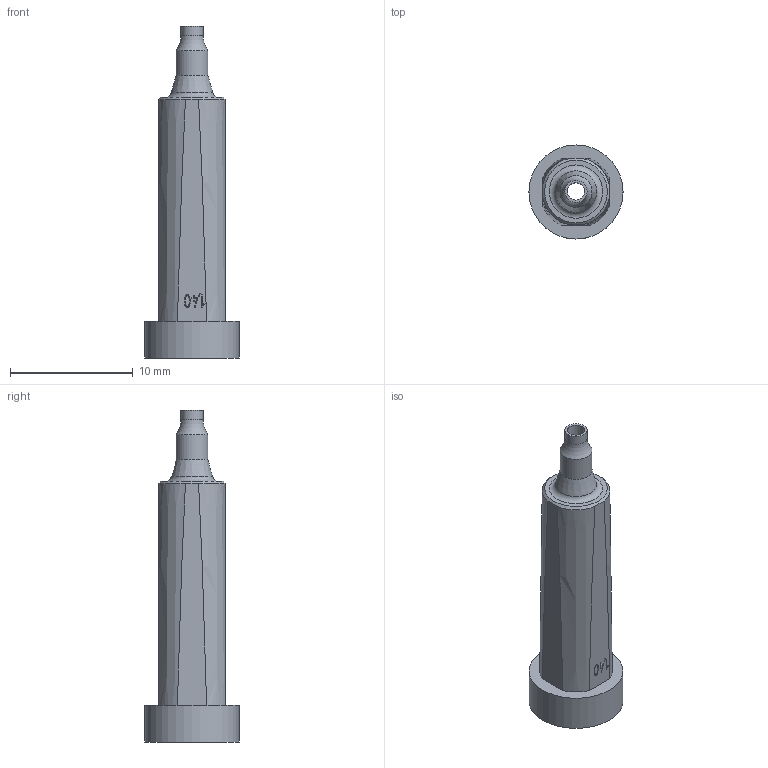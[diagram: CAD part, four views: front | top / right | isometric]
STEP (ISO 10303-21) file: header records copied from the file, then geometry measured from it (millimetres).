
FILE_DESCRIPTION(/* description */ ('Unknown','CAx-IF Rec.Pracs.---Representation and Presentation of Product Manufacturing Information (PMI)---4.0---2014-10-13','CAx-IF Rec.Pracs.---3D Tessellated Geometry---0.4---2014-09-14','2;1'),/* implementation_level */ '2;1');
FILE_NAME(/* name */ '504140_Dosiernadel_konisch_Alu',/* time_stamp */ '2021-03-30T13:35:51+02:00',/* author */ ('Unknown'),/* organization */ ('Unknown'),/* preprocessor_version */ 'ST-DEVELOPER v16.7',/* originating_system */ 'Solid Edge',/* authorisation */ 'Unknown');
FILE_SCHEMA (('AP242_MANAGED_MODEL_BASED_3D_ENGINEERING_MIM_LF { 1 0 10303 442 1 1 4 }'));
Length unit declared in the file: millimetre
Products named in the file (1): 504140_Dosiernadel_konisch_Alu
Bounding box: 7.65 x 7.65 x 27 mm (x, y, z)
Volume: 378.9 mm3; surface area: 783.3 mm2
Topology: 1 solids, 1 shells, 60 faces, 144 edges, 94 vertices
Faces by surface type: plane 40, cone 10, cylinder 6, torus 2, bspline 2
Full cylindrical faces by diameter (mm): 1.4 x1, 1.5 x1, 1.8 x1, 2.6 x1, 3.6 x1, 7.65 x1
Entity records: 1774 total; most frequent: CARTESIAN_POINT 451, DIRECTION 252, ORIENTED_EDGE 248, EDGE_CURVE 124, VERTEX_POINT 90, EDGE_LOOP 86, FACE_BOUND 86, AXIS2_PLACEMENT_3D 85
